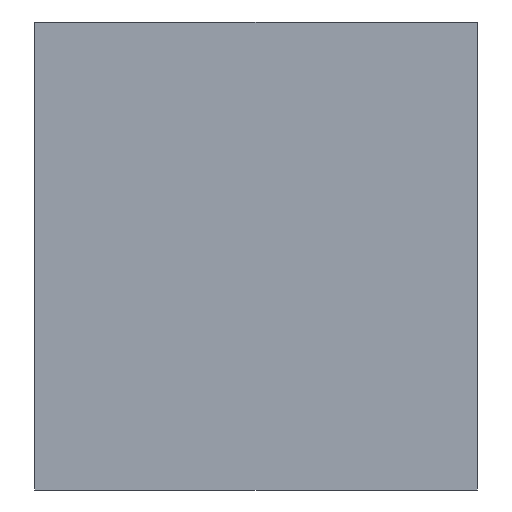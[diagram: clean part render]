
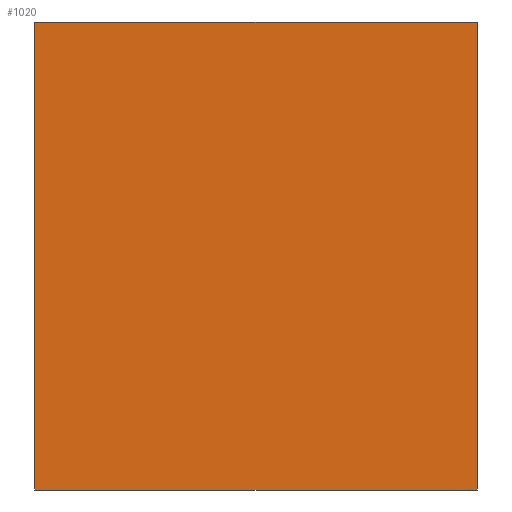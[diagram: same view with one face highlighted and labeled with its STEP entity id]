
A CAD part, front view. The second image highlights one B-rep face of the part: STEP entity #1020.
In plain terms, the highlighted planar face has unit normal (0, -1, 0).
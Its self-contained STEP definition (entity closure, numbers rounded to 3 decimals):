
#30 = VECTOR ( 'NONE', #992, 1000. ) ;
#92 = CARTESIAN_POINT ( 'NONE',  ( 35., -0.1, -37. ) ) ;
#107 = EDGE_CURVE ( 'NONE', #836, #1154, #1684, .T. ) ;
#254 = DIRECTION ( 'NONE',  ( 0., 0., -1. ) ) ;
#304 = DIRECTION ( 'NONE',  ( 0., 0., 1. ) ) ;
#337 = VERTEX_POINT ( 'NONE', #1272 ) ;
#680 = DIRECTION ( 'NONE',  ( 0., 0., -1. ) ) ;
#808 = EDGE_LOOP ( 'NONE', ( #1140, #1767, #1496, #3532 ) ) ;
#836 = VERTEX_POINT ( 'NONE', #1132 ) ;
#865 = CARTESIAN_POINT ( 'NONE',  ( 0., -0.1, 0. ) ) ;
#992 = DIRECTION ( 'NONE',  ( -1., 0., 0. ) ) ;
#1020 = ADVANCED_FACE ( 'NONE', ( #1778 ), #2634, .T. ) ;
#1021 = DIRECTION ( 'NONE',  ( 1., 0., 0. ) ) ;
#1048 = AXIS2_PLACEMENT_3D ( 'NONE', #2902, #2123, #680 ) ;
#1132 = CARTESIAN_POINT ( 'NONE',  ( 0., -0.1, 0. ) ) ;
#1140 = ORIENTED_EDGE ( 'NONE', *, *, #1358, .F. ) ;
#1154 = VERTEX_POINT ( 'NONE', #2689 ) ;
#1272 = CARTESIAN_POINT ( 'NONE',  ( 0., -0.1, -37. ) ) ;
#1354 = CARTESIAN_POINT ( 'NONE',  ( 0., -0.1, 0. ) ) ;
#1358 = EDGE_CURVE ( 'NONE', #337, #836, #2804, .T. ) ;
#1496 = ORIENTED_EDGE ( 'NONE', *, *, #2232, .F. ) ;
#1510 = VERTEX_POINT ( 'NONE', #92 ) ;
#1569 = CARTESIAN_POINT ( 'NONE',  ( 0., -0.1, -37. ) ) ;
#1684 = LINE ( 'NONE', #1354, #2367 ) ;
#1767 = ORIENTED_EDGE ( 'NONE', *, *, #2781, .F. ) ;
#1778 = FACE_OUTER_BOUND ( 'NONE', #808, .T. ) ;
#2051 = LINE ( 'NONE', #3268, #2694 ) ;
#2123 = DIRECTION ( 'NONE',  ( 0., -1., 0. ) ) ;
#2232 = EDGE_CURVE ( 'NONE', #1154, #1510, #2051, .T. ) ;
#2367 = VECTOR ( 'NONE', #1021, 1000. ) ;
#2634 = PLANE ( 'NONE',  #1048 ) ;
#2689 = CARTESIAN_POINT ( 'NONE',  ( 35., -0.1, 0. ) ) ;
#2694 = VECTOR ( 'NONE', #254, 1000. ) ;
#2781 = EDGE_CURVE ( 'NONE', #1510, #337, #3398, .T. ) ;
#2804 = LINE ( 'NONE', #865, #3269 ) ;
#2902 = CARTESIAN_POINT ( 'NONE',  ( 0., -0.1, 0. ) ) ;
#3268 = CARTESIAN_POINT ( 'NONE',  ( 35., -0.1, 0. ) ) ;
#3269 = VECTOR ( 'NONE', #304, 1000. ) ;
#3398 = LINE ( 'NONE', #1569, #30 ) ;
#3532 = ORIENTED_EDGE ( 'NONE', *, *, #107, .F. ) ;
